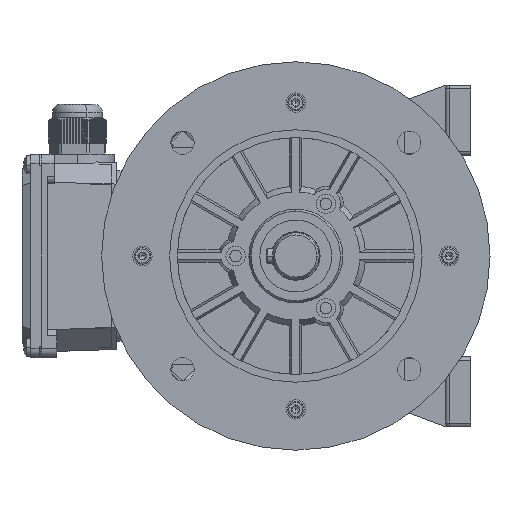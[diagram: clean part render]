
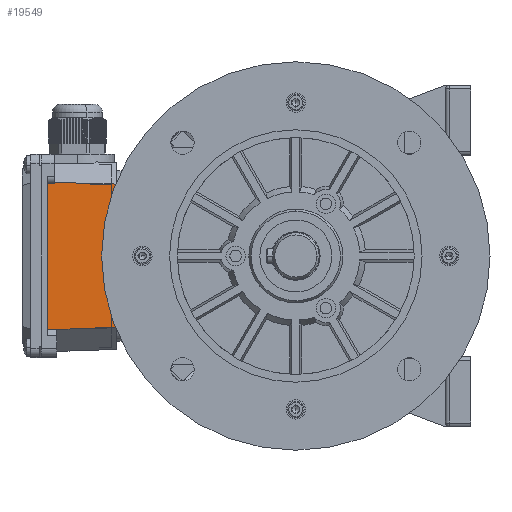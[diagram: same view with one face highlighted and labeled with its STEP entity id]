
A CAD part, left-side view. The second image highlights one B-rep face of the part: STEP entity #19549.
In plain terms, the highlighted face is planar.
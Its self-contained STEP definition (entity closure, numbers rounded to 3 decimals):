
#19529 = EDGE_CURVE ( 'NONE', #19530, #19557, #51508, .T. ) ;
#19530 = VERTEX_POINT ( 'NONE', #51493 ) ;
#19531 = ORIENTED_EDGE ( 'NONE', *, *, #19532, .T. ) ;
#19532 = EDGE_CURVE ( 'NONE', #19530, #19533, #51488, .T. ) ;
#19533 = VERTEX_POINT ( 'NONE', #51483 ) ;
#19534 = ORIENTED_EDGE ( 'NONE', *, *, #19535, .F. ) ;
#19535 = EDGE_CURVE ( 'NONE', #19536, #19533, #51482, .T. ) ;
#19536 = VERTEX_POINT ( 'NONE', #51588 ) ;
#19537 = ORIENTED_EDGE ( 'NONE', *, *, #19538, .F. ) ;
#19538 = EDGE_CURVE ( 'NONE', #19539, #19536, #51587, .T. ) ;
#19539 = VERTEX_POINT ( 'NONE', #51580 ) ;
#19540 = ORIENTED_EDGE ( 'NONE', *, *, #19541, .T. ) ;
#19541 = EDGE_CURVE ( 'NONE', #19539, #19542, #51575, .T. ) ;
#19542 = VERTEX_POINT ( 'NONE', #51578 ) ;
#19543 = ORIENTED_EDGE ( 'NONE', *, *, #19598, .F. ) ;
#19549 = ADVANCED_FACE ( 'NONE', ( #51543 ), #51552, .F. ) ;
#19550 = EDGE_LOOP ( 'NONE', ( #19551, #19555, #19558, #19531, #19534, #19537, #19540, #19543 ) ) ;
#19551 = ORIENTED_EDGE ( 'NONE', *, *, #19552, .F. ) ;
#19552 = EDGE_CURVE ( 'NONE', #19553, #19554, #51633, .T. ) ;
#19553 = VERTEX_POINT ( 'NONE', #51619 ) ;
#19554 = VERTEX_POINT ( 'NONE', #51617 ) ;
#19555 = ORIENTED_EDGE ( 'NONE', *, *, #19556, .F. ) ;
#19556 = EDGE_CURVE ( 'NONE', #19557, #19553, #51615, .T. ) ;
#19557 = VERTEX_POINT ( 'NONE', #51610 ) ;
#19558 = ORIENTED_EDGE ( 'NONE', *, *, #19529, .F. ) ;
#19598 = EDGE_CURVE ( 'NONE', #19554, #19542, #48469, .T. ) ;
#48461 = CARTESIAN_POINT ( 'NONE',  ( 35.5, -49.393, 49.219 ) ) ;
#48469 = LINE ( 'NONE', #48461, #49035 ) ;
#49031 = DIRECTION ( 'NONE',  ( 0., -1., -0.001 ) ) ;
#49035 = VECTOR ( 'NONE', #49031, 1000. ) ;
#51482 = LINE ( 'NONE', #51592, #51590 ) ;
#51483 = CARTESIAN_POINT ( 'NONE',  ( 0., -37.04, 47.995 ) ) ;
#51485 = DIRECTION ( 'NONE',  ( 0., -1., -0.001 ) ) ;
#51486 = VECTOR ( 'NONE', #51485, 1000. ) ;
#51487 = CARTESIAN_POINT ( 'NONE',  ( 0., 87.477, 48.147 ) ) ;
#51488 = LINE ( 'NONE', #51487, #51486 ) ;
#51493 = CARTESIAN_POINT ( 'NONE',  ( 0., 36.95, 48.085 ) ) ;
#51494 = DIRECTION ( 'NONE',  ( 0.999, 0.027, 0.035 ) ) ;
#51495 = VECTOR ( 'NONE', #51494, 1000. ) ;
#51497 = CARTESIAN_POINT ( 'NONE',  ( 40.5, 38.036, 49.5 ) ) ;
#51508 = LINE ( 'NONE', #51497, #51495 ) ;
#51543 = FACE_OUTER_BOUND ( 'NONE', #19550, .T. ) ;
#51552 = PLANE ( 'NONE',  #51637 ) ;
#51563 = CARTESIAN_POINT ( 'NONE',  ( 35.5, -37.116, 49.234 ) ) ;
#51565 = CARTESIAN_POINT ( 'NONE',  ( 34.294, -37.11, 49.192 ) ) ;
#51567 = CARTESIAN_POINT ( 'NONE',  ( 33.086, -37.104, 49.15 ) ) ;
#51570 = CARTESIAN_POINT ( 'NONE',  ( 31.875, -37.099, 49.107 ) ) ;
#51575 =( BOUNDED_CURVE ( )  B_SPLINE_CURVE ( 3, ( #51570, #51567, #51565, #51563 ),
 .UNSPECIFIED., .F., .T. ) 
 B_SPLINE_CURVE_WITH_KNOTS ( ( 4, 4 ),
 ( 1.693, 1.726 ),
 .UNSPECIFIED. ) 
 CURVE ( )  GEOMETRIC_REPRESENTATION_ITEM ( )  RATIONAL_B_SPLINE_CURVE ( ( 1., 1., 1., 1. ) ) 
 REPRESENTATION_ITEM ( '' )  );
#51578 = CARTESIAN_POINT ( 'NONE',  ( 35.5, -37.116, 49.234 ) ) ;
#51580 = CARTESIAN_POINT ( 'NONE',  ( 31.875, -37.099, 49.107 ) ) ;
#51582 = DIRECTION ( 'NONE',  ( 0., -1., -0.001 ) ) ;
#51584 = VECTOR ( 'NONE', #51582, 1000. ) ;
#51586 = CARTESIAN_POINT ( 'NONE',  ( 31.875, -49.393, 49.092 ) ) ;
#51587 = LINE ( 'NONE', #51586, #51584 ) ;
#51588 = CARTESIAN_POINT ( 'NONE',  ( 31.875, -37.897, 49.106 ) ) ;
#51589 = DIRECTION ( 'NONE',  ( -0.999, 0.027, -0.035 ) ) ;
#51590 = VECTOR ( 'NONE', #51589, 1000. ) ;
#51592 = CARTESIAN_POINT ( 'NONE',  ( 40.501, -38.128, 49.407 ) ) ;
#51610 = CARTESIAN_POINT ( 'NONE',  ( 30.5, 37.767, 49.151 ) ) ;
#51611 = DIRECTION ( 'NONE',  ( 0., -1., -0.001 ) ) ;
#51612 = VECTOR ( 'NONE', #51611, 1000. ) ;
#51613 = CARTESIAN_POINT ( 'NONE',  ( 30.5, -49.393, 49.044 ) ) ;
#51615 = LINE ( 'NONE', #51613, #51612 ) ;
#51617 = CARTESIAN_POINT ( 'NONE',  ( 35.5, 37.901, 49.325 ) ) ;
#51619 = CARTESIAN_POINT ( 'NONE',  ( 30.5, 37.727, 49.151 ) ) ;
#51620 = DIRECTION ( 'NONE',  ( 0.999, 0.035, 0.035 ) ) ;
#51622 = VECTOR ( 'NONE', #51620, 1000. ) ;
#51624 = CARTESIAN_POINT ( 'NONE',  ( 40.497, 38.076, 49.5 ) ) ;
#51627 = DIRECTION ( 'NONE',  ( -0.999, 0., -0.035 ) ) ;
#51630 = DIRECTION ( 'NONE',  ( 0.035, 0.001, -0.999 ) ) ;
#51631 = CARTESIAN_POINT ( 'NONE',  ( 43.553, -49.393, 49.5 ) ) ;
#51633 = LINE ( 'NONE', #51624, #51622 ) ;
#51637 = AXIS2_PLACEMENT_3D ( 'NONE', #51631, #51630, #51627 ) ;
